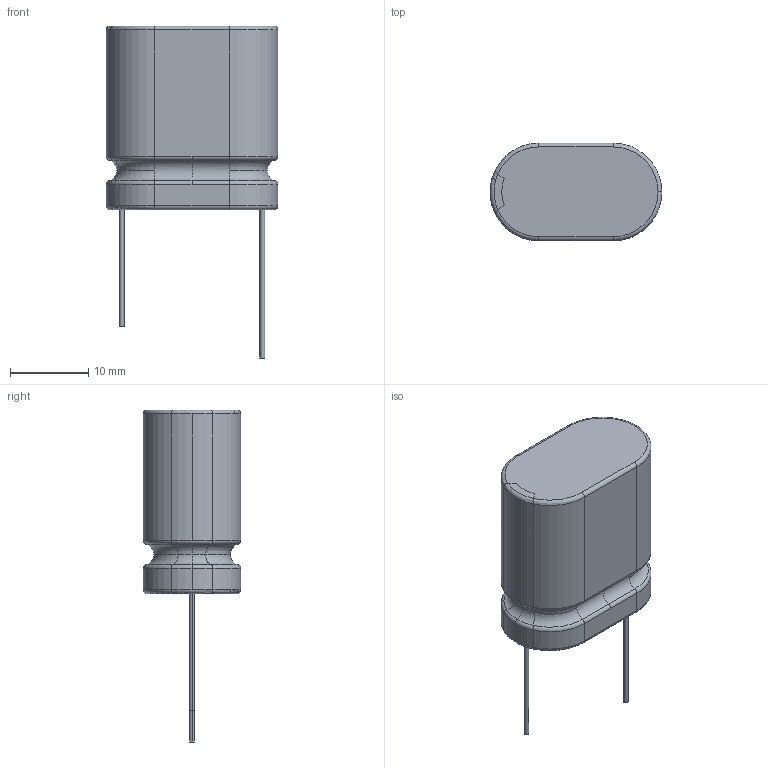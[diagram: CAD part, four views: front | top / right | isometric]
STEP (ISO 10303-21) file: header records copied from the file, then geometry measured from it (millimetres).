
FILE_DESCRIPTION (( 'STEP AP214' ), '1' );
FILE_NAME ('SCMT22F505PRBA0.STEP', '2023-04-30T03:45:32', ( '' ), ( '' ), 'SwSTEP 2.0', 'SolidWorks 2022', '' );
FILE_SCHEMA (( 'AUTOMOTIVE_DESIGN' ));
Length unit declared in the file: millimetre
Products named in the file (1): SCMT22F505PRBA0
Bounding box: 22 x 12.5 x 42.5 mm (x, y, z)
Volume: 5515.1 mm3; surface area: 2234.6 mm2
Topology: 4 solids, 4 shells, 75 faces, 172 edges, 105 vertices
Faces by surface type: torus 30, cylinder 29, plane 16
Entity records: 2956 total; most frequent: CARTESIAN_POINT 497, DIRECTION 394, ORIENTED_EDGE 344, EDGE_CURVE 172, AXIS2_PLACEMENT_3D 170, VERTEX_POINT 105, CIRCLE 94, ADVANCED_FACE 75
